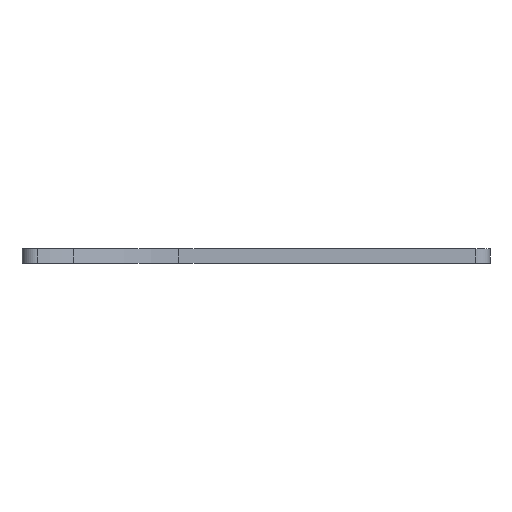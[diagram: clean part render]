
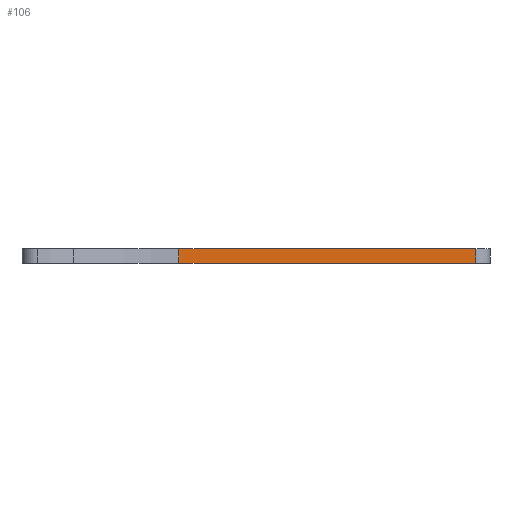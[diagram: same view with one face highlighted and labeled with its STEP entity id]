
A CAD part, front view. The second image highlights one B-rep face of the part: STEP entity #106.
In plain terms, the highlighted planar face has unit normal (0.018, -1, 0).
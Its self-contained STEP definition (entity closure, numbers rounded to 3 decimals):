
#106 = ADVANCED_FACE( '', ( #235 ), #236, .F. );
#235 = FACE_OUTER_BOUND( '', #383, .T. );
#236 = PLANE( '', #384 );
#383 = EDGE_LOOP( '', ( #651, #652, #653, #654 ) );
#384 = AXIS2_PLACEMENT_3D( '', #655, #656, #657 );
#651 = ORIENTED_EDGE( '', *, *, #1020, .T. );
#652 = ORIENTED_EDGE( '', *, *, #1021, .T. );
#653 = ORIENTED_EDGE( '', *, *, #990, .F. );
#654 = ORIENTED_EDGE( '', *, *, #1022, .T. );
#655 = CARTESIAN_POINT( '', ( 160., -10., 5. ) );
#656 = DIRECTION( '', ( -0.017, 1., 0. ) );
#657 = DIRECTION( '', ( -1., -0.017, 0. ) );
#990 = EDGE_CURVE( '', #1222, #1224, #1225, .T. );
#1020 = EDGE_CURVE( '', #1268, #1269, #1270, .T. );
#1021 = EDGE_CURVE( '', #1269, #1224, #1271, .T. );
#1022 = EDGE_CURVE( '', #1222, #1268, #1272, .T. );
#1222 = VERTEX_POINT( '', #1515 );
#1224 = VERTEX_POINT( '', #1517 );
#1225 = LINE( '', #1518, #1519 );
#1268 = VERTEX_POINT( '', #1577 );
#1269 = VERTEX_POINT( '', #1578 );
#1270 = LINE( '', #1579, #1580 );
#1271 = LINE( '', #1581, #1582 );
#1272 = LINE( '', #1583, #1584 );
#1515 = CARTESIAN_POINT( '', ( 51.712, -11.89, 5. ) );
#1517 = CARTESIAN_POINT( '', ( 155.087, -10.086, 5. ) );
#1518 = CARTESIAN_POINT( '', ( 160., -10., 5. ) );
#1519 = VECTOR( '', #1826, 1000. );
#1577 = CARTESIAN_POINT( '', ( 51.712, -11.89, 0. ) );
#1578 = CARTESIAN_POINT( '', ( 155.087, -10.086, 0. ) );
#1579 = CARTESIAN_POINT( '', ( 160., -10., 0. ) );
#1580 = VECTOR( '', #1863, 1000. );
#1581 = CARTESIAN_POINT( '', ( 155.087, -10.086, -166.974 ) );
#1582 = VECTOR( '', #1864, 1000. );
#1583 = CARTESIAN_POINT( '', ( 51.712, -11.89, 5. ) );
#1584 = VECTOR( '', #1865, 1000. );
#1826 = DIRECTION( '', ( 1., 0.017, 0. ) );
#1863 = DIRECTION( '', ( 1., 0.017, 0. ) );
#1864 = DIRECTION( '', ( 0., 0., 1. ) );
#1865 = DIRECTION( '', ( 0., 0., -1. ) );
